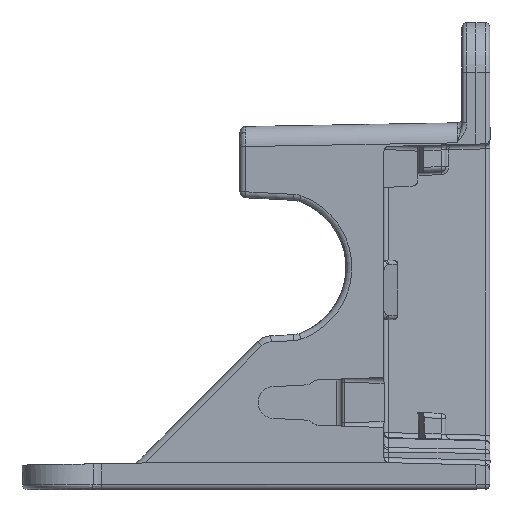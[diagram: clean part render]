
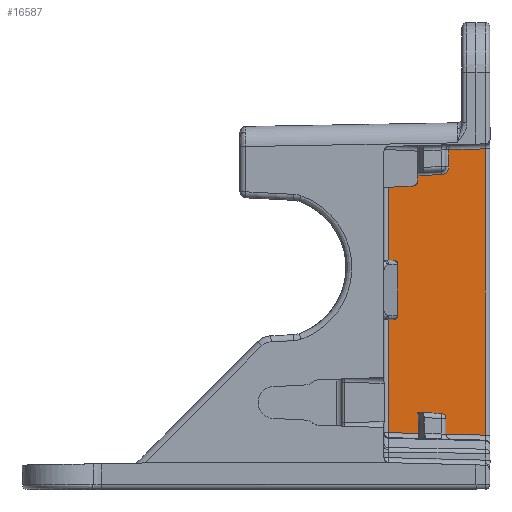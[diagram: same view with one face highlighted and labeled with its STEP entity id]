
A CAD part, left-side view. The second image highlights one B-rep face of the part: STEP entity #16587.
In plain terms, the highlighted planar face has unit normal (-1, -0.026, 0).
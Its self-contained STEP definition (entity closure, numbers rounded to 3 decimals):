
#311 = ORIENTED_EDGE ( 'NONE', *, *, #11298, .F. ) ;
#341 = CARTESIAN_POINT ( 'NONE',  ( 3.5, 0., 0. ) ) ;
#474 = EDGE_CURVE ( 'NONE', #2625, #19683, #8231, .T. ) ;
#935 = ORIENTED_EDGE ( 'NONE', *, *, #13439, .T. ) ;
#1723 = VERTEX_POINT ( 'NONE', #25376 ) ;
#1851 = LINE ( 'NONE', #22624, #9427 ) ;
#2343 = CARTESIAN_POINT ( 'NONE',  ( 3.506, -0.243, -3.237 ) ) ;
#2625 = VERTEX_POINT ( 'NONE', #11132 ) ;
#2846 = CARTESIAN_POINT ( 'NONE',  ( 3.545, -1.7, -2.649 ) ) ;
#2938 = LINE ( 'NONE', #5338, #6870 ) ;
#2959 = VECTOR ( 'NONE', #18409, 1000. ) ;
#3171 = CARTESIAN_POINT ( 'NONE',  ( 3.53, -1.134, -3.191 ) ) ;
#3210 = CARTESIAN_POINT ( 'NONE',  ( 3.545, -1.7, -3.045 ) ) ;
#3419 = CARTESIAN_POINT ( 'NONE',  ( 3.585, -3.246, -2.209 ) ) ;
#4068 = VERTEX_POINT ( 'NONE', #2343 ) ;
#4128 = DIRECTION ( 'NONE',  ( 0., 0., 1. ) ) ;
#4170 = CARTESIAN_POINT ( 'NONE',  ( 3.575, -2.86, -2.608 ) ) ;
#4977 = ORIENTED_EDGE ( 'NONE', *, *, #12428, .T. ) ;
#5006 =( BOUNDED_CURVE ( )  B_SPLINE_CURVE ( 3, ( #7486, #3210, #19398, #17230 ),
 .UNSPECIFIED., .F., .F. ) 
 B_SPLINE_CURVE_WITH_KNOTS ( ( 4, 4 ),
 ( 3.142, 4.66 ),
 .UNSPECIFIED. ) 
 CURVE ( )  GEOMETRIC_REPRESENTATION_ITEM ( )  RATIONAL_B_SPLINE_CURVE ( ( 1., 0.817, 0.817, 1. ) ) 
 REPRESENTATION_ITEM ( '' )  );
#5233 = EDGE_LOOP ( 'NONE', ( #16431, #4977, #19355, #935, #8754, #311, #22138, #9438, #14221, #12473, #7805 ) ) ;
#5338 = CARTESIAN_POINT ( 'NONE',  ( 3.502, -0.094, -2.705 ) ) ;
#5458 = EDGE_CURVE ( 'NONE', #5645, #21901, #14222, .T. ) ;
#5645 = VERTEX_POINT ( 'NONE', #3171 ) ;
#5686 = EDGE_CURVE ( 'NONE', #6619, #1723, #21386, .T. ) ;
#6530 = DIRECTION ( 'NONE',  ( -1., -0.026, 0. ) ) ;
#6619 = VERTEX_POINT ( 'NONE', #25450 ) ;
#6870 = VECTOR ( 'NONE', #8977, 1000. ) ;
#6881 = CARTESIAN_POINT ( 'NONE',  ( 3.632, -5.057, -15.632 ) ) ;
#7056 = LINE ( 'NONE', #10847, #7370 ) ;
#7370 = VECTOR ( 'NONE', #23020, 1000. ) ;
#7486 = CARTESIAN_POINT ( 'NONE',  ( 3.545, -1.7, -2.876 ) ) ;
#7503 = VERTEX_POINT ( 'NONE', #2846 ) ;
#7703 = EDGE_CURVE ( 'NONE', #4068, #2625, #7056, .T. ) ;
#7805 = ORIENTED_EDGE ( 'NONE', *, *, #5686, .T. ) ;
#8231 = LINE ( 'NONE', #22701, #11923 ) ;
#8754 = ORIENTED_EDGE ( 'NONE', *, *, #5458, .F. ) ;
#8948 = DIRECTION ( 'NONE',  ( 0.026, -1., 0. ) ) ;
#8977 = DIRECTION ( 'NONE',  ( -0.026, 0.999, -0.035 ) ) ;
#9427 = VECTOR ( 'NONE', #4128, 1000. ) ;
#9438 = ORIENTED_EDGE ( 'NONE', *, *, #474, .T. ) ;
#10289 = VERTEX_POINT ( 'NONE', #18063 ) ;
#10337 = CARTESIAN_POINT ( 'NONE',  ( 3.632, -5.057, -1.318 ) ) ;
#10760 = EDGE_CURVE ( 'NONE', #19683, #15191, #1851, .T. ) ;
#10822 = LINE ( 'NONE', #11074, #14049 ) ;
#10847 = CARTESIAN_POINT ( 'NONE',  ( 3.506, -0.243, 0. ) ) ;
#11074 = CARTESIAN_POINT ( 'NONE',  ( 3.501, -0.038, -1.449 ) ) ;
#11122 = VECTOR ( 'NONE', #13660, 1000. ) ;
#11132 = CARTESIAN_POINT ( 'NONE',  ( 3.506, -0.243, -15.506 ) ) ;
#11298 = EDGE_CURVE ( 'NONE', #4068, #5645, #25161, .T. ) ;
#11618 = CARTESIAN_POINT ( 'NONE',  ( 3.581, -3.088, -2.6 ) ) ;
#11789 = CARTESIAN_POINT ( 'NONE',  ( 3.552, -1.967, -3.147 ) ) ;
#11923 = VECTOR ( 'NONE', #14181, 1000. ) ;
#12428 = EDGE_CURVE ( 'NONE', #20718, #7503, #2938, .T. ) ;
#12473 = ORIENTED_EDGE ( 'NONE', *, *, #21250, .T. ) ;
#12693 = VECTOR ( 'NONE', #25924, 1000. ) ;
#12845 = CARTESIAN_POINT ( 'NONE',  ( 3.504, -0.17, -3.241 ) ) ;
#13439 = EDGE_CURVE ( 'NONE', #10289, #21901, #5006, .T. ) ;
#13660 = DIRECTION ( 'NONE',  ( 0., 0., -1. ) ) ;
#14049 = VECTOR ( 'NONE', #21235, 1000. ) ;
#14181 = DIRECTION ( 'NONE',  ( 0.026, -0.999, -0.026 ) ) ;
#14221 = ORIENTED_EDGE ( 'NONE', *, *, #10760, .T. ) ;
#14222 = LINE ( 'NONE', #11789, #2959 ) ;
#15191 = VERTEX_POINT ( 'NONE', #10337 ) ;
#15289 = CARTESIAN_POINT ( 'NONE',  ( 3.585, -3.246, -2.209 ) ) ;
#15508 = LINE ( 'NONE', #19715, #12693 ) ;
#16431 = ORIENTED_EDGE ( 'NONE', *, *, #23792, .T. ) ;
#16587 = ADVANCED_FACE ( 'NONE', ( #21263 ), #19228, .T. ) ;
#17230 = CARTESIAN_POINT ( 'NONE',  ( 3.537, -1.416, -3.176 ) ) ;
#17724 = CARTESIAN_POINT ( 'NONE',  ( 3.575, -2.86, -2.608 ) ) ;
#18052 = VECTOR ( 'NONE', #19075, 1000. ) ;
#18063 = CARTESIAN_POINT ( 'NONE',  ( 3.545, -1.7, -2.876 ) ) ;
#18409 = DIRECTION ( 'NONE',  ( 0.026, -0.998, 0.052 ) ) ;
#18747 = AXIS2_PLACEMENT_3D ( 'NONE', #341, #6530, #8948 ) ;
#19075 = DIRECTION ( 'NONE',  ( 0.026, -0.998, 0.052 ) ) ;
#19228 = PLANE ( 'NONE',  #18747 ) ;
#19355 = ORIENTED_EDGE ( 'NONE', *, *, #19757, .F. ) ;
#19398 = CARTESIAN_POINT ( 'NONE',  ( 3.541, -1.584, -3.167 ) ) ;
#19624 = CARTESIAN_POINT ( 'NONE',  ( 3.585, -3.246, -2.436 ) ) ;
#19683 = VERTEX_POINT ( 'NONE', #6881 ) ;
#19715 = CARTESIAN_POINT ( 'NONE',  ( 3.545, -1.7, -2.45 ) ) ;
#19757 = EDGE_CURVE ( 'NONE', #10289, #7503, #15508, .T. ) ;
#20050 =( BOUNDED_CURVE ( )  B_SPLINE_CURVE ( 3, ( #3419, #19624, #11618, #17724 ),
 .UNSPECIFIED., .F., .F. ) 
 B_SPLINE_CURVE_WITH_KNOTS ( ( 4, 4 ),
 ( 3.142, 4.677 ),
 .UNSPECIFIED. ) 
 CURVE ( )  GEOMETRIC_REPRESENTATION_ITEM ( )  RATIONAL_B_SPLINE_CURVE ( ( 1., 0.813, 0.813, 1. ) ) 
 REPRESENTATION_ITEM ( '' )  );
#20718 = VERTEX_POINT ( 'NONE', #4170 ) ;
#21235 = DIRECTION ( 'NONE',  ( -0.026, 0.999, -0.026 ) ) ;
#21250 = EDGE_CURVE ( 'NONE', #15191, #6619, #10822, .T. ) ;
#21263 = FACE_OUTER_BOUND ( 'NONE', #5233, .T. ) ;
#21386 = LINE ( 'NONE', #15289, #11122 ) ;
#21830 = CARTESIAN_POINT ( 'NONE',  ( 3.537, -1.416, -3.176 ) ) ;
#21901 = VERTEX_POINT ( 'NONE', #21830 ) ;
#22138 = ORIENTED_EDGE ( 'NONE', *, *, #7703, .T. ) ;
#22624 = CARTESIAN_POINT ( 'NONE',  ( 3.632, -5.057, 0. ) ) ;
#22701 = CARTESIAN_POINT ( 'NONE',  ( 3.489, 0.405, -15.489 ) ) ;
#23020 = DIRECTION ( 'NONE',  ( 0., 0., -1. ) ) ;
#23792 = EDGE_CURVE ( 'NONE', #1723, #20718, #20050, .T. ) ;
#25161 = LINE ( 'NONE', #12845, #18052 ) ;
#25376 = CARTESIAN_POINT ( 'NONE',  ( 3.585, -3.246, -2.209 ) ) ;
#25450 = CARTESIAN_POINT ( 'NONE',  ( 3.585, -3.246, -1.365 ) ) ;
#25924 = DIRECTION ( 'NONE',  ( 0., 0., 1. ) ) ;
